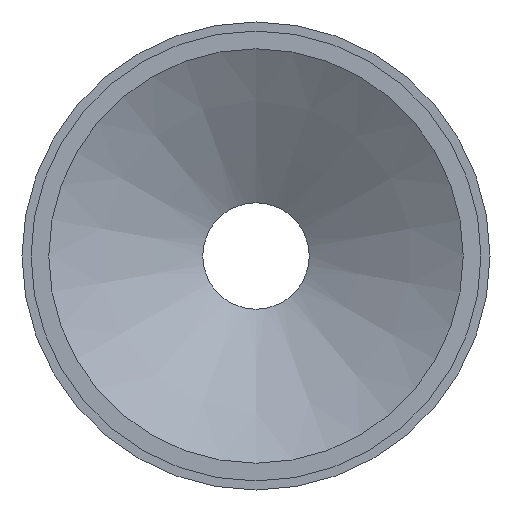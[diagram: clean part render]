
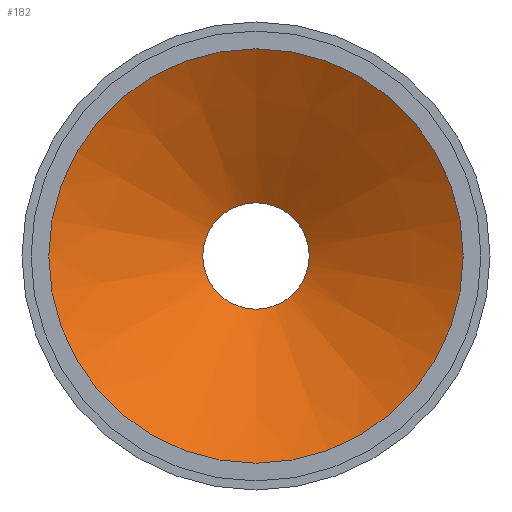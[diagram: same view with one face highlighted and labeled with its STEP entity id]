
A CAD part, left-side view. The second image highlights one B-rep face of the part: STEP entity #182.
In plain terms, the highlighted conical face has half-angle 60 degrees and reference radius 9.328 mm.
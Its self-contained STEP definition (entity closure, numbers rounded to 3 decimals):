
#15=CONICAL_SURFACE('',#214,9.328,1.047);
#19=LINE('',#316,#27);
#27=VECTOR('',#254,9.328);
#48=FACE_OUTER_BOUND('',#64,.T.);
#64=EDGE_LOOP('',(#137,#138,#139,#140));
#82=CIRCLE('',#213,14.846);
#83=CIRCLE('',#215,3.81);
#96=VERTEX_POINT('',#312);
#97=VERTEX_POINT('',#315);
#111=EDGE_CURVE('',#96,#96,#82,.T.);
#112=EDGE_CURVE('',#96,#97,#19,.T.);
#113=EDGE_CURVE('',#97,#97,#83,.T.);
#137=ORIENTED_EDGE('',*,*,#111,.T.);
#138=ORIENTED_EDGE('',*,*,#112,.T.);
#139=ORIENTED_EDGE('',*,*,#113,.F.);
#140=ORIENTED_EDGE('',*,*,#112,.F.);
#182=ADVANCED_FACE('',(#48),#15,.F.);
#213=AXIS2_PLACEMENT_3D('',#313,#250,#251);
#214=AXIS2_PLACEMENT_3D('',#314,#252,#253);
#215=AXIS2_PLACEMENT_3D('',#317,#255,#256);
#250=DIRECTION('center_axis',(-1.,0.,0.));
#251=DIRECTION('ref_axis',(0.,0.,1.));
#252=DIRECTION('center_axis',(-1.,0.,0.));
#253=DIRECTION('ref_axis',(0.,0.,1.));
#254=DIRECTION('',(0.5,0.,0.866));
#255=DIRECTION('center_axis',(-1.,0.,0.));
#256=DIRECTION('ref_axis',(0.,0.,1.));
#312=CARTESIAN_POINT('',(0.,0.,-14.846));
#313=CARTESIAN_POINT('Origin',(0.,0.,0.));
#314=CARTESIAN_POINT('Origin',(3.186,0.,0.));
#315=CARTESIAN_POINT('',(6.372,0.,-3.81));
#316=CARTESIAN_POINT('',(3.186,0.,-9.328));
#317=CARTESIAN_POINT('Origin',(6.372,0.,0.));
